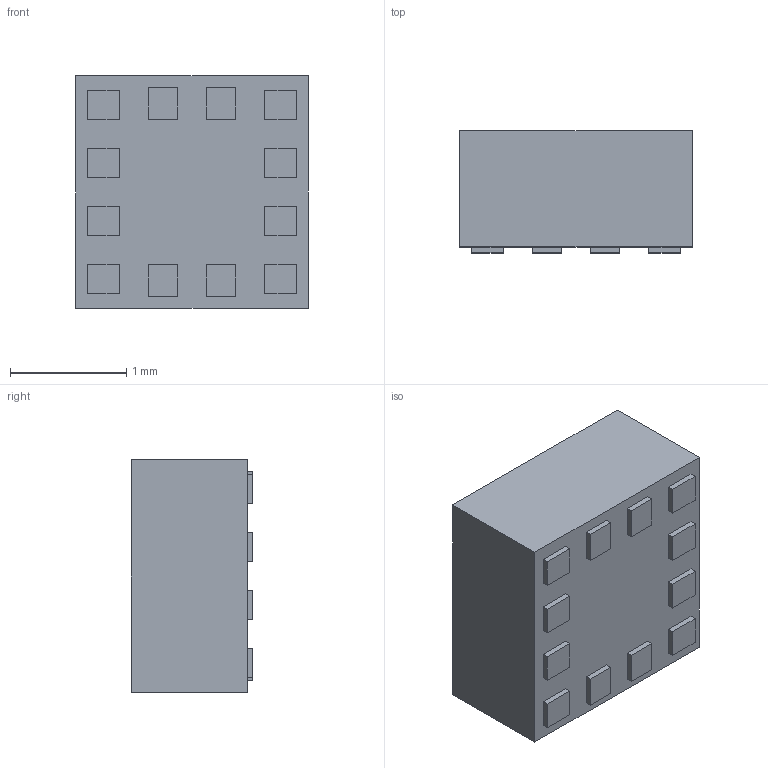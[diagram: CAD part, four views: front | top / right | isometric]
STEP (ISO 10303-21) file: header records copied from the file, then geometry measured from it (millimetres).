
FILE_DESCRIPTION (( 'STEP AP214' ), '1' );
FILE_NAME ('LIS2DH12.STEP', '2022-09-10T17:39:58', ( '' ), ( '' ), 'SwSTEP 2.0', 'SolidWorks 2021', '' );
FILE_SCHEMA (( 'AUTOMOTIVE_DESIGN' ));
Length unit declared in the file: millimetre
Products named in the file (1): LIS2DH12
Bounding box: 2 x 1.05 x 2 mm (x, y, z)
Volume: 4 mm3; surface area: 16.7 mm2
Topology: 1 solids, 1 shells, 69 faces, 162 edges, 108 vertices
Faces by surface type: plane 67, cylinder 2
Entity records: 2634 total; most frequent: CARTESIAN_POINT 340, ORIENTED_EDGE 324, DIRECTION 306, EDGE_CURVE 162, LINE 158, VECTOR 158, VERTEX_POINT 108, EDGE_LOOP 82
